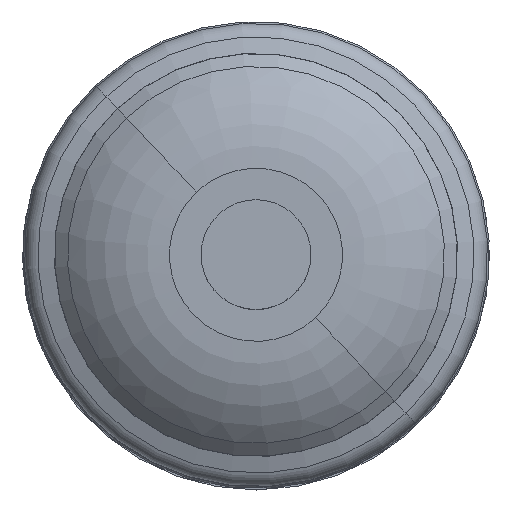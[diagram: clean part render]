
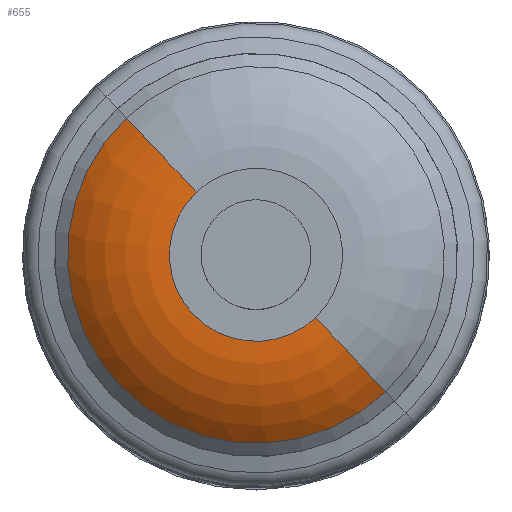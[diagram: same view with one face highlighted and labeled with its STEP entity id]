
A CAD part, top view. The second image highlights one B-rep face of the part: STEP entity #655.
In plain terms, the highlighted toroidal (fillet/blend) face has major radius 14.972 mm and minor radius 25.4 mm.
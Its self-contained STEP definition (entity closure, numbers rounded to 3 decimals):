
#2 = CARTESIAN_POINT ( 'NONE',  ( 0., 0., -7.129 ) ) ;
#27 = EDGE_CURVE ( 'NONE', #243, #597, #1394, .T. ) ;
#28 = DIRECTION ( 'NONE',  ( 0.688, -0.726, 0. ) ) ;
#29 = EDGE_CURVE ( 'NONE', #1490, #457, #919, .T. ) ;
#88 = EDGE_CURVE ( 'NONE', #457, #597, #103, .T. ) ;
#103 = CIRCLE ( 'NONE', #1470, 32.616 ) ;
#148 = CARTESIAN_POINT ( 'NONE',  ( -10.299, 10.867, 0. ) ) ;
#149 = DIRECTION ( 'NONE',  ( 0., 0., -1. ) ) ;
#202 = ORIENTED_EDGE ( 'NONE', *, *, #88, .F. ) ;
#243 = VERTEX_POINT ( 'NONE', #148 ) ;
#257 = AXIS2_PLACEMENT_3D ( 'NONE', #1384, #1253, #896 ) ;
#307 = AXIS2_PLACEMENT_3D ( 'NONE', #1050, #1173, #1492 ) ;
#457 = VERTEX_POINT ( 'NONE', #1184 ) ;
#543 = ORIENTED_EDGE ( 'NONE', *, *, #27, .T. ) ;
#571 = CARTESIAN_POINT ( 'NONE',  ( 10.299, -10.867, 0. ) ) ;
#597 = VERTEX_POINT ( 'NONE', #1257 ) ;
#622 = DIRECTION ( 'NONE',  ( 0., 0., -1. ) ) ;
#655 = ADVANCED_FACE ( 'NONE', ( #1215 ), #880, .T. ) ;
#661 = AXIS2_PLACEMENT_3D ( 'NONE', #1085, #149, #28 ) ;
#722 = DIRECTION ( 'NONE',  ( 0.688, -0.726, 0. ) ) ;
#755 = DIRECTION ( 'NONE',  ( 0.688, -0.726, 0. ) ) ;
#802 = EDGE_CURVE ( 'NONE', #1490, #243, #1222, .T. ) ;
#880 = TOROIDAL_SURFACE ( 'NONE', #1078, 14.972, 25.4 ) ;
#896 = DIRECTION ( 'NONE',  ( -0.688, 0.726, 0. ) ) ;
#903 = ORIENTED_EDGE ( 'NONE', *, *, #802, .T. ) ;
#919 = CIRCLE ( 'NONE', #257, 25.4 ) ;
#979 = ORIENTED_EDGE ( 'NONE', *, *, #29, .F. ) ;
#1050 = CARTESIAN_POINT ( 'NONE',  ( -10.299, 10.867, -25.4 ) ) ;
#1068 = DIRECTION ( 'NONE',  ( 0., 0., -1. ) ) ;
#1078 = AXIS2_PLACEMENT_3D ( 'NONE', #1224, #622, #755 ) ;
#1085 = CARTESIAN_POINT ( 'NONE',  ( 0., 0., 0. ) ) ;
#1173 = DIRECTION ( 'NONE',  ( -0.726, -0.688, 0. ) ) ;
#1184 = CARTESIAN_POINT ( 'NONE',  ( 22.437, -23.673, -7.129 ) ) ;
#1215 = FACE_OUTER_BOUND ( 'NONE', #1316, .T. ) ;
#1222 = CIRCLE ( 'NONE', #661, 14.972 ) ;
#1224 = CARTESIAN_POINT ( 'NONE',  ( 0., 0., -25.4 ) ) ;
#1253 = DIRECTION ( 'NONE',  ( 0.726, 0.688, 0. ) ) ;
#1257 = CARTESIAN_POINT ( 'NONE',  ( -22.437, 23.673, -7.129 ) ) ;
#1316 = EDGE_LOOP ( 'NONE', ( #903, #543, #202, #979 ) ) ;
#1384 = CARTESIAN_POINT ( 'NONE',  ( 10.299, -10.867, -25.4 ) ) ;
#1394 = CIRCLE ( 'NONE', #307, 25.4 ) ;
#1470 = AXIS2_PLACEMENT_3D ( 'NONE', #2, #1068, #722 ) ;
#1490 = VERTEX_POINT ( 'NONE', #571 ) ;
#1492 = DIRECTION ( 'NONE',  ( 0.688, -0.726, 0. ) ) ;
